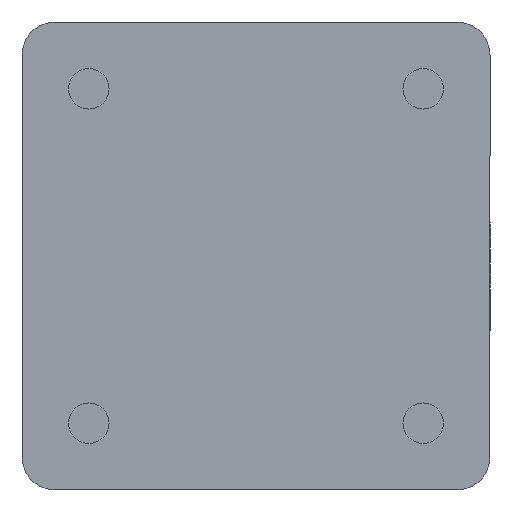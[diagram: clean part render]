
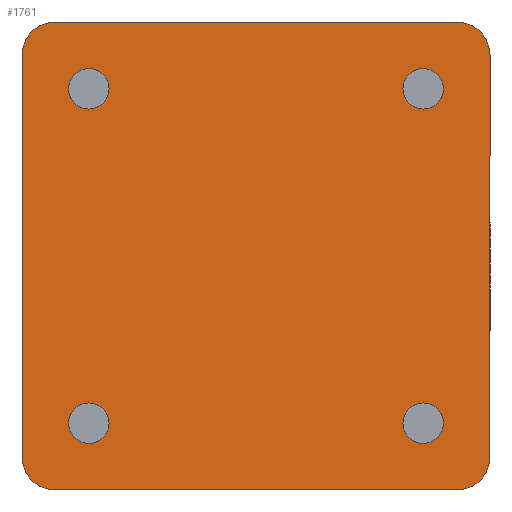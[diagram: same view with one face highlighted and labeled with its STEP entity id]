
A CAD part, front view. The second image highlights one B-rep face of the part: STEP entity #1761.
In plain terms, the highlighted planar face has unit normal (0, -1, 0).
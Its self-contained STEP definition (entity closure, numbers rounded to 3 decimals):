
#5 = CIRCLE ( 'NONE', #280, 3.025 ) ;
#51 = EDGE_LOOP ( 'NONE', ( #4685, #102, #1368, #1255, #2031, #5247, #2668, #5841 ) ) ;
#79 = CARTESIAN_POINT ( 'NONE',  ( 65., 0., 0. ) ) ;
#81 = DIRECTION ( 'NONE',  ( -1., 0., 0. ) ) ;
#88 = EDGE_CURVE ( 'NONE', #139, #105, #2093, .T. ) ;
#100 = DIRECTION ( 'NONE',  ( 0., -1., 0. ) ) ;
#101 = EDGE_CURVE ( 'NONE', #4411, #582, #933, .T. ) ;
#102 = ORIENTED_EDGE ( 'NONE', *, *, #5726, .T. ) ;
#105 = VERTEX_POINT ( 'NONE', #4300 ) ;
#139 = VERTEX_POINT ( 'NONE', #2432 ) ;
#201 = AXIS2_PLACEMENT_3D ( 'NONE', #4556, #4581, #1847 ) ;
#280 = AXIS2_PLACEMENT_3D ( 'NONE', #4459, #386, #5777 ) ;
#350 = EDGE_CURVE ( 'NONE', #4143, #5516, #5, .T. ) ;
#386 = DIRECTION ( 'NONE',  ( 0., -1., 0. ) ) ;
#419 = AXIS2_PLACEMENT_3D ( 'NONE', #904, #4027, #1342 ) ;
#525 = VERTEX_POINT ( 'NONE', #79 ) ;
#560 = CARTESIAN_POINT ( 'NONE',  ( 0., 0., 0. ) ) ;
#582 = VERTEX_POINT ( 'NONE', #4559 ) ;
#606 = LINE ( 'NONE', #560, #4058 ) ;
#641 = FACE_BOUND ( 'NONE', #5036, .T. ) ;
#707 = CIRCLE ( 'NONE', #4879, 3.025 ) ;
#735 = AXIS2_PLACEMENT_3D ( 'NONE', #5236, #4292, #1599 ) ;
#748 = CIRCLE ( 'NONE', #3231, 3.025 ) ;
#882 = DIRECTION ( 'NONE',  ( 0., 0., -1. ) ) ;
#904 = CARTESIAN_POINT ( 'NONE',  ( 10., 0., 60. ) ) ;
#933 = LINE ( 'NONE', #3818, #1412 ) ;
#961 = CIRCLE ( 'NONE', #2814, 5. ) ;
#977 = VERTEX_POINT ( 'NONE', #4421 ) ;
#1015 = EDGE_CURVE ( 'NONE', #5516, #4143, #4663, .T. ) ;
#1081 = DIRECTION ( 'NONE',  ( 0., 0., 1. ) ) ;
#1097 = CARTESIAN_POINT ( 'NONE',  ( 65., 0., 5. ) ) ;
#1111 = CARTESIAN_POINT ( 'NONE',  ( 10., 0., 63.025 ) ) ;
#1146 = FACE_BOUND ( 'NONE', #2222, .T. ) ;
#1176 = ORIENTED_EDGE ( 'NONE', *, *, #4594, .F. ) ;
#1196 = DIRECTION ( 'NONE',  ( 0., 0., -1. ) ) ;
#1255 = ORIENTED_EDGE ( 'NONE', *, *, #4972, .T. ) ;
#1294 = EDGE_CURVE ( 'NONE', #525, #2154, #2391, .T. ) ;
#1342 = DIRECTION ( 'NONE',  ( 0., 0., -1. ) ) ;
#1352 = CARTESIAN_POINT ( 'NONE',  ( 5., 0., 0. ) ) ;
#1368 = ORIENTED_EDGE ( 'NONE', *, *, #101, .F. ) ;
#1412 = VECTOR ( 'NONE', #5654, 1000. ) ;
#1418 = VECTOR ( 'NONE', #1196, 1000. ) ;
#1457 = CARTESIAN_POINT ( 'NONE',  ( 65., 0., 65. ) ) ;
#1498 = CARTESIAN_POINT ( 'NONE',  ( 60., 0., 13.025 ) ) ;
#1536 = EDGE_CURVE ( 'NONE', #105, #139, #707, .T. ) ;
#1599 = DIRECTION ( 'NONE',  ( 0., 0., 1. ) ) ;
#1610 = DIRECTION ( 'NONE',  ( 0., -1., 0. ) ) ;
#1624 = DIRECTION ( 'NONE',  ( 0., 0., 1. ) ) ;
#1627 = EDGE_CURVE ( 'NONE', #977, #1781, #3067, .T. ) ;
#1643 = ORIENTED_EDGE ( 'NONE', *, *, #5271, .F. ) ;
#1676 = LINE ( 'NONE', #4327, #1418 ) ;
#1737 = VERTEX_POINT ( 'NONE', #3308 ) ;
#1761 = ADVANCED_FACE ( 'NONE', ( #3866, #3593, #641, #1146, #2936 ), #2378, .F. ) ;
#1765 = CARTESIAN_POINT ( 'NONE',  ( 10., 0., 10. ) ) ;
#1781 = VERTEX_POINT ( 'NONE', #4677 ) ;
#1847 = DIRECTION ( 'NONE',  ( 0., 0., 1. ) ) ;
#1848 = CARTESIAN_POINT ( 'NONE',  ( 60., 0., 60. ) ) ;
#1860 = EDGE_CURVE ( 'NONE', #1737, #2154, #1676, .T. ) ;
#2031 = ORIENTED_EDGE ( 'NONE', *, *, #1627, .F. ) ;
#2093 = CIRCLE ( 'NONE', #2380, 3.025 ) ;
#2154 = VERTEX_POINT ( 'NONE', #4993 ) ;
#2222 = EDGE_LOOP ( 'NONE', ( #1176, #1643 ) ) ;
#2304 = DIRECTION ( 'NONE',  ( 0., 0., 1. ) ) ;
#2366 = CARTESIAN_POINT ( 'NONE',  ( 10., 0., 13.025 ) ) ;
#2378 = PLANE ( 'NONE',  #5467 ) ;
#2380 = AXIS2_PLACEMENT_3D ( 'NONE', #3404, #4264, #5194 ) ;
#2391 = CIRCLE ( 'NONE', #4158, 5. ) ;
#2432 = CARTESIAN_POINT ( 'NONE',  ( 60., 0., 56.975 ) ) ;
#2545 = VERTEX_POINT ( 'NONE', #5307 ) ;
#2587 = CARTESIAN_POINT ( 'NONE',  ( 60., 0., 6.975 ) ) ;
#2668 = ORIENTED_EDGE ( 'NONE', *, *, #4616, .F. ) ;
#2716 = CARTESIAN_POINT ( 'NONE',  ( 5., 0., 70. ) ) ;
#2746 = DIRECTION ( 'NONE',  ( 0., -1., 0. ) ) ;
#2768 = VERTEX_POINT ( 'NONE', #2366 ) ;
#2769 = CARTESIAN_POINT ( 'NONE',  ( 10., 0., 60. ) ) ;
#2814 = AXIS2_PLACEMENT_3D ( 'NONE', #1457, #2746, #4588 ) ;
#2936 = FACE_OUTER_BOUND ( 'NONE', #51, .T. ) ;
#2989 = EDGE_CURVE ( 'NONE', #977, #5660, #5387, .T. ) ;
#3067 = LINE ( 'NONE', #5498, #4284 ) ;
#3105 = DIRECTION ( 'NONE',  ( 0., -1., 0. ) ) ;
#3123 = EDGE_LOOP ( 'NONE', ( #5475, #5348 ) ) ;
#3229 = DIRECTION ( 'NONE',  ( 0., 0., -1. ) ) ;
#3231 = AXIS2_PLACEMENT_3D ( 'NONE', #2769, #100, #3229 ) ;
#3285 = DIRECTION ( 'NONE',  ( 0., 0., 1. ) ) ;
#3308 = CARTESIAN_POINT ( 'NONE',  ( 70., 0., 65. ) ) ;
#3367 = CARTESIAN_POINT ( 'NONE',  ( 10., 0., 6.975 ) ) ;
#3404 = CARTESIAN_POINT ( 'NONE',  ( 60., 0., 60. ) ) ;
#3413 = ORIENTED_EDGE ( 'NONE', *, *, #4775, .F. ) ;
#3473 = CIRCLE ( 'NONE', #201, 5. ) ;
#3498 = DIRECTION ( 'NONE',  ( 0., -1., 0. ) ) ;
#3593 = FACE_BOUND ( 'NONE', #5167, .T. ) ;
#3692 = CIRCLE ( 'NONE', #419, 3.025 ) ;
#3755 = DIRECTION ( 'NONE',  ( 0., 1., 0. ) ) ;
#3774 = CIRCLE ( 'NONE', #5021, 3.025 ) ;
#3818 = CARTESIAN_POINT ( 'NONE',  ( 0., 0., 70. ) ) ;
#3855 = CARTESIAN_POINT ( 'NONE',  ( 10., 0., 10. ) ) ;
#3866 = FACE_BOUND ( 'NONE', #3123, .T. ) ;
#3995 = EDGE_CURVE ( 'NONE', #5211, #2768, #3774, .T. ) ;
#4027 = DIRECTION ( 'NONE',  ( 0., -1., 0. ) ) ;
#4049 = ORIENTED_EDGE ( 'NONE', *, *, #1015, .F. ) ;
#4058 = VECTOR ( 'NONE', #81, 1000. ) ;
#4143 = VERTEX_POINT ( 'NONE', #2587 ) ;
#4158 = AXIS2_PLACEMENT_3D ( 'NONE', #1097, #5593, #4638 ) ;
#4264 = DIRECTION ( 'NONE',  ( 0., -1., 0. ) ) ;
#4284 = VECTOR ( 'NONE', #3285, 1000. ) ;
#4292 = DIRECTION ( 'NONE',  ( 0., -1., 0. ) ) ;
#4300 = CARTESIAN_POINT ( 'NONE',  ( 60., 0., 63.025 ) ) ;
#4327 = CARTESIAN_POINT ( 'NONE',  ( 70., 0., 0. ) ) ;
#4334 = ORIENTED_EDGE ( 'NONE', *, *, #3995, .F. ) ;
#4411 = VERTEX_POINT ( 'NONE', #2716 ) ;
#4421 = CARTESIAN_POINT ( 'NONE',  ( 0., 0., 5. ) ) ;
#4459 = CARTESIAN_POINT ( 'NONE',  ( 60., 0., 10. ) ) ;
#4476 = VERTEX_POINT ( 'NONE', #1111 ) ;
#4556 = CARTESIAN_POINT ( 'NONE',  ( 5., 0., 65. ) ) ;
#4559 = CARTESIAN_POINT ( 'NONE',  ( 65., 0., 70. ) ) ;
#4581 = DIRECTION ( 'NONE',  ( 0., -1., 0. ) ) ;
#4588 = DIRECTION ( 'NONE',  ( 0., 0., 1. ) ) ;
#4594 = EDGE_CURVE ( 'NONE', #2545, #4476, #748, .T. ) ;
#4616 = EDGE_CURVE ( 'NONE', #525, #5660, #606, .T. ) ;
#4638 = DIRECTION ( 'NONE',  ( 0., 0., 1. ) ) ;
#4663 = CIRCLE ( 'NONE', #5299, 3.025 ) ;
#4677 = CARTESIAN_POINT ( 'NONE',  ( 0., 0., 65. ) ) ;
#4685 = ORIENTED_EDGE ( 'NONE', *, *, #1860, .F. ) ;
#4775 = EDGE_CURVE ( 'NONE', #2768, #5211, #4900, .T. ) ;
#4853 = ORIENTED_EDGE ( 'NONE', *, *, #350, .F. ) ;
#4879 = AXIS2_PLACEMENT_3D ( 'NONE', #1848, #5018, #2304 ) ;
#4900 = CIRCLE ( 'NONE', #5676, 3.025 ) ;
#4927 = CARTESIAN_POINT ( 'NONE',  ( 60., 0., 10. ) ) ;
#4935 = DIRECTION ( 'NONE',  ( 0., 0., 1. ) ) ;
#4972 = EDGE_CURVE ( 'NONE', #4411, #1781, #3473, .T. ) ;
#4993 = CARTESIAN_POINT ( 'NONE',  ( 70., 0., 5. ) ) ;
#5018 = DIRECTION ( 'NONE',  ( 0., -1., 0. ) ) ;
#5021 = AXIS2_PLACEMENT_3D ( 'NONE', #3855, #1610, #1624 ) ;
#5036 = EDGE_LOOP ( 'NONE', ( #4334, #3413 ) ) ;
#5167 = EDGE_LOOP ( 'NONE', ( #4853, #4049 ) ) ;
#5194 = DIRECTION ( 'NONE',  ( 0., 0., 1. ) ) ;
#5211 = VERTEX_POINT ( 'NONE', #3367 ) ;
#5236 = CARTESIAN_POINT ( 'NONE',  ( 5., 0., 5. ) ) ;
#5247 = ORIENTED_EDGE ( 'NONE', *, *, #2989, .T. ) ;
#5271 = EDGE_CURVE ( 'NONE', #4476, #2545, #3692, .T. ) ;
#5299 = AXIS2_PLACEMENT_3D ( 'NONE', #4927, #3105, #882 ) ;
#5307 = CARTESIAN_POINT ( 'NONE',  ( 10., 0., 56.975 ) ) ;
#5348 = ORIENTED_EDGE ( 'NONE', *, *, #1536, .F. ) ;
#5387 = CIRCLE ( 'NONE', #735, 5. ) ;
#5467 = AXIS2_PLACEMENT_3D ( 'NONE', #5557, #3755, #1081 ) ;
#5475 = ORIENTED_EDGE ( 'NONE', *, *, #88, .F. ) ;
#5498 = CARTESIAN_POINT ( 'NONE',  ( 0., 0., 0. ) ) ;
#5516 = VERTEX_POINT ( 'NONE', #1498 ) ;
#5557 = CARTESIAN_POINT ( 'NONE',  ( 0., 0., 0. ) ) ;
#5593 = DIRECTION ( 'NONE',  ( 0., -1., 0. ) ) ;
#5654 = DIRECTION ( 'NONE',  ( 1., 0., 0. ) ) ;
#5660 = VERTEX_POINT ( 'NONE', #1352 ) ;
#5676 = AXIS2_PLACEMENT_3D ( 'NONE', #1765, #3498, #4935 ) ;
#5726 = EDGE_CURVE ( 'NONE', #1737, #582, #961, .T. ) ;
#5777 = DIRECTION ( 'NONE',  ( 0., 0., -1. ) ) ;
#5841 = ORIENTED_EDGE ( 'NONE', *, *, #1294, .T. ) ;
